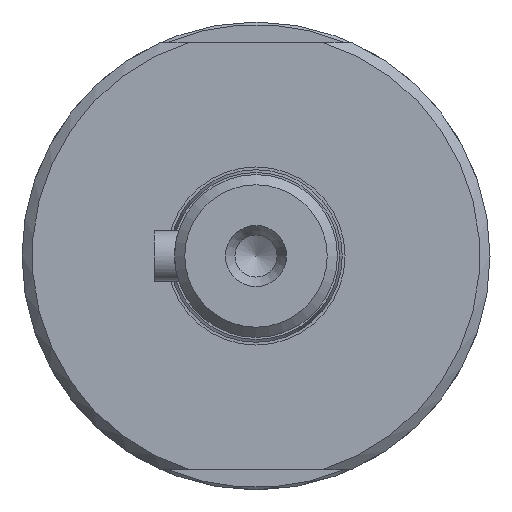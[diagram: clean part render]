
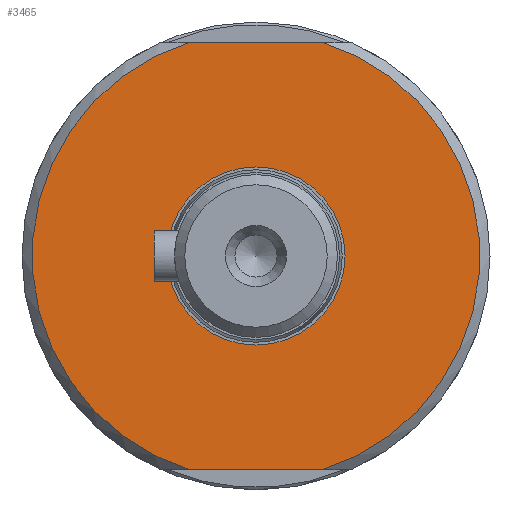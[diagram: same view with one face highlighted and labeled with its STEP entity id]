
A CAD part, left-side view. The second image highlights one B-rep face of the part: STEP entity #3465.
In plain terms, the highlighted planar face has unit normal (-1, 0, 0).
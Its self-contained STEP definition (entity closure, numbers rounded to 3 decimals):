
#295=FACE_BOUND('',#1244,.T.);
#544=LINE('',#5799,#820);
#545=LINE('',#5801,#821);
#820=VECTOR('',#4614,10.);
#821=VECTOR('',#4615,10.);
#1040=FACE_OUTER_BOUND('',#1243,.T.);
#1243=EDGE_LOOP('',(#3020,#3021,#3022,#3023));
#1244=EDGE_LOOP('',(#3024,#3025));
#1390=CIRCLE('',#3773,8.75);
#1391=CIRCLE('',#3774,8.75);
#1393=CIRCLE('',#3777,22.);
#1394=CIRCLE('',#3779,22.);
#1697=VERTEX_POINT('',#5779);
#1698=VERTEX_POINT('',#5781);
#1699=VERTEX_POINT('',#5785);
#1702=VERTEX_POINT('',#5792);
#1703=VERTEX_POINT('',#5798);
#1704=VERTEX_POINT('',#5800);
#2146=EDGE_CURVE('',#1698,#1697,#1390,.T.);
#2147=EDGE_CURVE('',#1697,#1698,#1391,.T.);
#2151=EDGE_CURVE('',#1702,#1699,#1393,.T.);
#2152=EDGE_CURVE('',#1703,#1699,#544,.T.);
#2153=EDGE_CURVE('',#1702,#1704,#545,.T.);
#2154=EDGE_CURVE('',#1703,#1704,#1394,.T.);
#3020=ORIENTED_EDGE('',*,*,#2152,.T.);
#3021=ORIENTED_EDGE('',*,*,#2151,.F.);
#3022=ORIENTED_EDGE('',*,*,#2153,.T.);
#3023=ORIENTED_EDGE('',*,*,#2154,.F.);
#3024=ORIENTED_EDGE('',*,*,#2146,.T.);
#3025=ORIENTED_EDGE('',*,*,#2147,.T.);
#3300=PLANE('',#3778);
#3465=ADVANCED_FACE('',(#1040,#295),#3300,.T.);
#3773=AXIS2_PLACEMENT_3D('',#5782,#4602,#4603);
#3774=AXIS2_PLACEMENT_3D('',#5783,#4604,#4605);
#3777=AXIS2_PLACEMENT_3D('',#5796,#4610,#4611);
#3778=AXIS2_PLACEMENT_3D('',#5797,#4612,#4613);
#3779=AXIS2_PLACEMENT_3D('',#5802,#4616,#4617);
#4602=DIRECTION('center_axis',(1.,0.,0.));
#4603=DIRECTION('ref_axis',(0.,-1.,0.));
#4604=DIRECTION('center_axis',(1.,0.,0.));
#4605=DIRECTION('ref_axis',(0.,-1.,0.));
#4610=DIRECTION('center_axis',(1.,0.,0.));
#4611=DIRECTION('ref_axis',(0.,-1.,0.));
#4612=DIRECTION('center_axis',(-1.,0.,0.));
#4613=DIRECTION('ref_axis',(0.,0.,-1.));
#4614=DIRECTION('',(0.,1.,0.));
#4615=DIRECTION('',(0.,-1.,0.));
#4616=DIRECTION('center_axis',(1.,0.,0.));
#4617=DIRECTION('ref_axis',(0.,-1.,0.));
#5779=CARTESIAN_POINT('',(-140.5,8.75,0.));
#5781=CARTESIAN_POINT('',(-140.5,-8.75,0.));
#5782=CARTESIAN_POINT('Origin',(-140.5,0.,0.));
#5783=CARTESIAN_POINT('Origin',(-140.5,0.,0.));
#5785=CARTESIAN_POINT('',(-140.5,6.557,21.));
#5792=CARTESIAN_POINT('',(-140.5,6.557,-21.));
#5796=CARTESIAN_POINT('Origin',(-140.5,0.,0.));
#5797=CARTESIAN_POINT('Origin',(-140.5,-15.375,0.));
#5798=CARTESIAN_POINT('',(-140.5,-6.557,21.));
#5799=CARTESIAN_POINT('',(-140.5,0.91,21.));
#5800=CARTESIAN_POINT('',(-140.5,-6.557,-21.));
#5801=CARTESIAN_POINT('',(-140.5,-15.688,-21.));
#5802=CARTESIAN_POINT('Origin',(-140.5,0.,0.));
